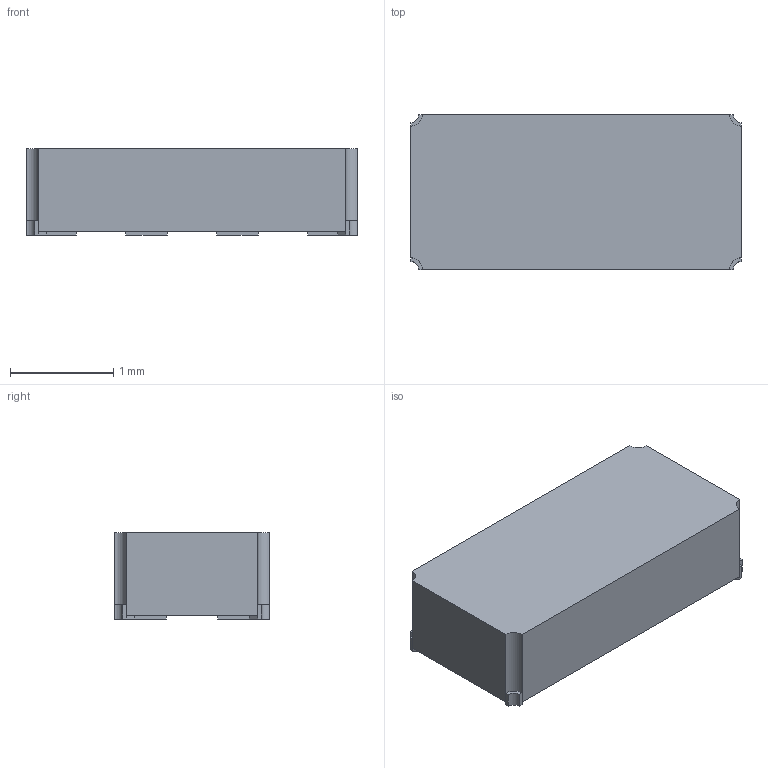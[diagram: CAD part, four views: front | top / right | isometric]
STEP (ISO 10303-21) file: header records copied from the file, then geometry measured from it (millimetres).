
FILE_DESCRIPTION (( 'STEP AP214' ), '1' );
FILE_NAME ('M41T62.STEP', '2018-08-01T21:31:51', ( '' ), ( '' ), 'SwSTEP 2.0', 'SolidWorks 2014', '' );
FILE_SCHEMA (( 'AUTOMOTIVE_DESIGN' ));
Length unit declared in the file: millimetre
Products named in the file (1): M41T62
Bounding box: 3.2 x 1.5 x 0.83 mm (x, y, z)
Volume: 3.9 mm3; surface area: 17.4 mm2
Topology: 1 solids, 1 shells, 83 faces, 215 edges, 138 vertices
Faces by surface type: plane 75, cylinder 8
Entity records: 3424 total; most frequent: CARTESIAN_POINT 437, ORIENTED_EDGE 430, DIRECTION 399, EDGE_CURVE 215, LINE 199, VECTOR 199, VERTEX_POINT 138, AXIS2_PLACEMENT_3D 100
